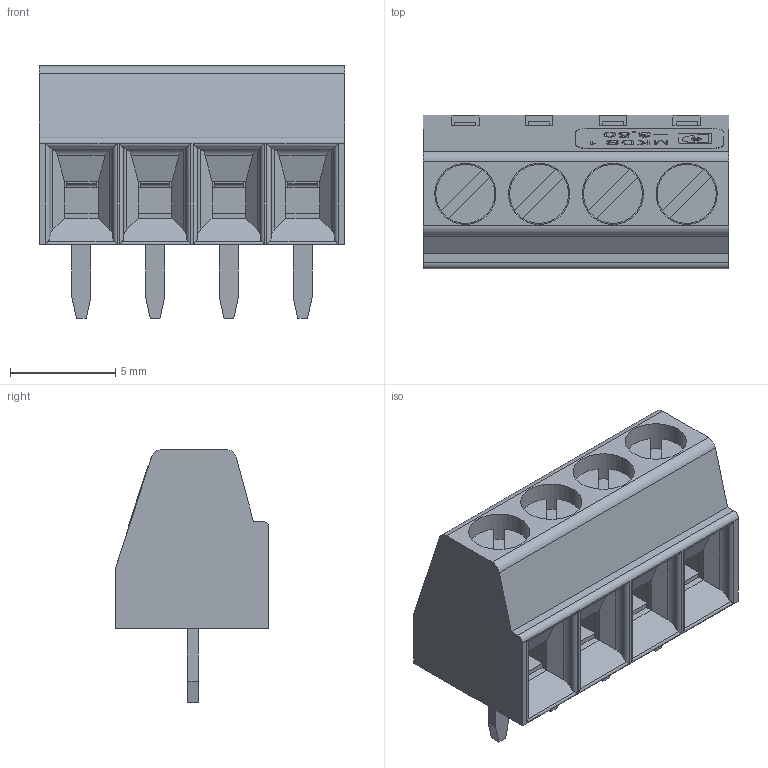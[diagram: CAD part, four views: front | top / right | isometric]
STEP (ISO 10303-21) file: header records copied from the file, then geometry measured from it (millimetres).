
FILE_DESCRIPTION(('STEP AP214'),'1');
FILE_NAME('cctmp_8418D0CC-632F-4612-99BA-ADE8ECEC05A4_2023_02_20_09_27_04_0285_4248..stp','2023-02-20T09:27:04',('PHOENIX CONTACT Deutschland GmbH'),('CADClick - www.CADClick.com'),'Spatial InterOp 3D',' ','unknown authorization');
FILE_SCHEMA(('AUTOMOTIVE_DESIGN'));
Length unit declared in the file: millimetre
Products named in the file (14): 2023_02_20_09_27_03_0660; 2023_02_20_09_27_04_0285; 2023_02_20_09_27_04_0269; 2023_02_20_09_27_04_0253; 2023_02_20_09_27_04_0238; 2023_02_20_09_27_04_0222; 2023_02_20_09_27_04_0206; 2023_02_20_09_27_04_0191; 2023_02_20_09_27_04_0175; 2023_02_20_09_27_04_0160; 2023_02_20_09_27_04_0144; 2023_02_20_09_27_04_0128; 2023_02_20_09_27_04_0113; 2023_02_20_09_27_04_0081
Assembly tree (13 placements, depth 2):
  2023_02_20_09_27_03_0660
    2023_02_20_09_27_04_0285
    2023_02_20_09_27_04_0269
    2023_02_20_09_27_04_0253
    2023_02_20_09_27_04_0238
    2023_02_20_09_27_04_0222
    2023_02_20_09_27_04_0206
    2023_02_20_09_27_04_0191
    2023_02_20_09_27_04_0175
    2023_02_20_09_27_04_0160
    2023_02_20_09_27_04_0144
    2023_02_20_09_27_04_0128
    2023_02_20_09_27_04_0113
    2023_02_20_09_27_04_0081
Bounding box: 14.5 x 7.3 x 12 mm (x, y, z)
Volume: 547.9 mm3; surface area: 1781 mm2
Topology: 13 solids, 13 shells, 850 faces, 2377 edges, 1566 vertices
Faces by surface type: plane 700, cylinder 136, extrusion 11, bspline 3
Entity records: 38472 total; most frequent: CARTESIAN_POINT 6226, ORIENTED_EDGE 4754, DIRECTION 4335, EDGE_CURVE 2377, VECTOR 2027, LINE 2016, VERTEX_POINT 1566, STYLED_ITEM 1451
